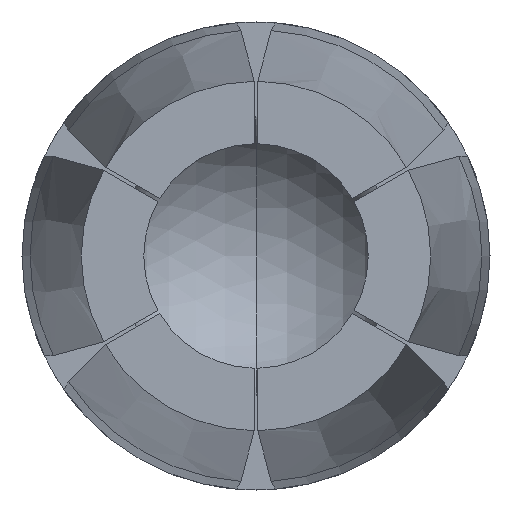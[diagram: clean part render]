
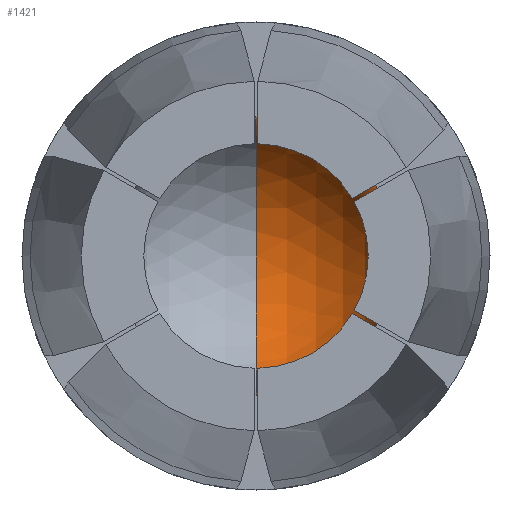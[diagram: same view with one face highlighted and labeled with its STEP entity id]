
A CAD part, front view. The second image highlights one B-rep face of the part: STEP entity #1421.
In plain terms, the highlighted spherical face has radius 1.313 mm.
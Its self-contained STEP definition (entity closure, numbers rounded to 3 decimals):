
#175 = VERTEX_POINT ( 'NONE', #1302 ) ;
#339 = CIRCLE ( 'NONE', #827, 1.314 ) ;
#477 = ORIENTED_EDGE ( 'NONE', *, *, #1393, .F. ) ;
#501 = DIRECTION ( 'NONE',  ( 0., 1., 0. ) ) ;
#661 = EDGE_CURVE ( 'NONE', #847, #175, #2178, .T. ) ;
#682 = DIRECTION ( 'NONE',  ( -1., 0., 0. ) ) ;
#827 = AXIS2_PLACEMENT_3D ( 'NONE', #2123, #987, #2312 ) ;
#835 = CARTESIAN_POINT ( 'NONE',  ( 0., -12.95, 1.314 ) ) ;
#847 = VERTEX_POINT ( 'NONE', #835 ) ;
#896 = EDGE_CURVE ( 'NONE', #847, #1318, #1158, .T. ) ;
#916 = AXIS2_PLACEMENT_3D ( 'NONE', #1630, #501, #1826 ) ;
#987 = DIRECTION ( 'NONE',  ( 1., 0., 0. ) ) ;
#1072 = ORIENTED_EDGE ( 'NONE', *, *, #661, .T. ) ;
#1123 = EDGE_LOOP ( 'NONE', ( #2017, #1072, #477 ) ) ;
#1158 = CIRCLE ( 'NONE', #916, 1.314 ) ;
#1179 = DIRECTION ( 'NONE',  ( -1., 0., 0. ) ) ;
#1187 = CARTESIAN_POINT ( 'NONE',  ( 0., -12.95, 0. ) ) ;
#1209 = AXIS2_PLACEMENT_3D ( 'NONE', #1187, #1179, #1385 ) ;
#1302 = CARTESIAN_POINT ( 'NONE',  ( 0., -11.636, 0. ) ) ;
#1318 = VERTEX_POINT ( 'NONE', #2105 ) ;
#1385 = DIRECTION ( 'NONE',  ( 0., 0., -1. ) ) ;
#1393 = EDGE_CURVE ( 'NONE', #1318, #175, #339, .T. ) ;
#1421 = ADVANCED_FACE ( 'NONE', ( #1715 ), #1788, .F. ) ;
#1630 = CARTESIAN_POINT ( 'NONE',  ( 0., -12.95, 0. ) ) ;
#1715 = FACE_OUTER_BOUND ( 'NONE', #1123, .T. ) ;
#1788 = SPHERICAL_SURFACE ( 'NONE', #1209, 1.314 ) ;
#1826 = DIRECTION ( 'NONE',  ( 0., 0., 1. ) ) ;
#1829 = CARTESIAN_POINT ( 'NONE',  ( 0., -12.95, 0. ) ) ;
#2014 = DIRECTION ( 'NONE',  ( 0., 0., 1. ) ) ;
#2017 = ORIENTED_EDGE ( 'NONE', *, *, #896, .F. ) ;
#2105 = CARTESIAN_POINT ( 'NONE',  ( 0., -12.95, -1.314 ) ) ;
#2123 = CARTESIAN_POINT ( 'NONE',  ( 0., -12.95, 0. ) ) ;
#2151 = AXIS2_PLACEMENT_3D ( 'NONE', #1829, #682, #2014 ) ;
#2178 = CIRCLE ( 'NONE', #2151, 1.314 ) ;
#2312 = DIRECTION ( 'NONE',  ( 0., 0., -1. ) ) ;
